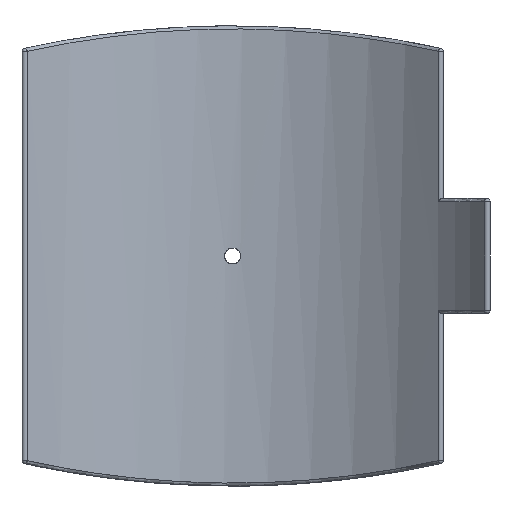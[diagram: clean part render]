
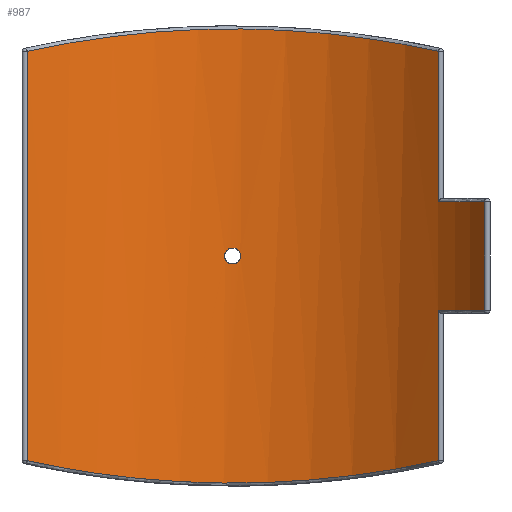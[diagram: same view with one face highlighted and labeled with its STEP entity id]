
A CAD part, front view. The second image highlights one B-rep face of the part: STEP entity #987.
In plain terms, the highlighted cylindrical face has radius 200 mm (diameter 400 mm), a partial arc.
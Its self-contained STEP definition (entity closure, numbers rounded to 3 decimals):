
#68=CIRCLE('',#1078,200.);
#69=CIRCLE('',#1079,200.);
#141=LINE('',#1988,#171);
#143=LINE('',#2007,#173);
#144=LINE('',#2020,#174);
#145=LINE('',#2024,#175);
#171=VECTOR('',#1260,97.892);
#173=VECTOR('',#1266,266.784);
#174=VECTOR('',#1267,97.892);
#175=VECTOR('',#1270,71.);
#197=FACE_BOUND('',#333,.T.);
#253=FACE_OUTER_BOUND('',#332,.T.);
#332=EDGE_LOOP('',(#725,#726,#727,#728,#729,#730,#731,#732));
#333=EDGE_LOOP('',(#733));
#449=B_SPLINE_CURVE_WITH_KNOTS('',3,(#1952,#1953,#1954,#1955,#1956,#1957,
#1958,#1959,#1960,#1961),.UNSPECIFIED.,.F.,.F.,(4,1,1,1,1,1,1,4),(-29.816,
-25.557,-21.297,-17.038,-12.778,
-8.519,-4.259,0.),.UNSPECIFIED.);
#452=B_SPLINE_CURVE_WITH_KNOTS('',3,(#2009,#2010,#2011,#2012,#2013,#2014,
#2015,#2016,#2017,#2018),.UNSPECIFIED.,.F.,.F.,(4,1,1,1,1,1,1,4),(-29.816,
-25.557,-21.297,-17.038,-12.778,
-8.519,-4.259,0.),.UNSPECIFIED.);
#453=B_SPLINE_CURVE_WITH_KNOTS('',3,(#2027,#2028,#2029,#2030,#2031,#2032,
#2033,#2034,#2035,#2036,#2037,#2038,#2039,#2040,#2041,#2042,#2043,#2044,
#2045,#2046,#2047,#2048,#2049,#2050,#2051,#2052,#2053,#2054,#2055,#2056,
#2057,#2058,#2059,#2060),.UNSPECIFIED.,.T.,.F.,(4,2,2,2,2,2,2,2,2,2,2,2,
2,2,2,2,4),(0.,0.196,0.392,0.588,0.784,
0.979,1.175,1.371,1.567,1.763,
1.959,2.155,2.351,2.547,2.742,
2.938,3.134),.UNSPECIFIED.);
#480=VERTEX_POINT('',#1949);
#481=VERTEX_POINT('',#1951);
#484=VERTEX_POINT('',#1987);
#487=VERTEX_POINT('',#2006);
#488=VERTEX_POINT('',#2008);
#489=VERTEX_POINT('',#2019);
#490=VERTEX_POINT('',#2021);
#491=VERTEX_POINT('',#2023);
#492=VERTEX_POINT('',#2026);
#571=EDGE_CURVE('',#480,#481,#449,.T.);
#581=EDGE_CURVE('',#481,#484,#141,.T.);
#585=EDGE_CURVE('',#487,#480,#143,.T.);
#586=EDGE_CURVE('',#488,#487,#452,.T.);
#587=EDGE_CURVE('',#489,#488,#144,.T.);
#588=EDGE_CURVE('',#490,#489,#68,.T.);
#589=EDGE_CURVE('',#491,#490,#145,.T.);
#590=EDGE_CURVE('',#484,#491,#69,.T.);
#591=EDGE_CURVE('',#492,#492,#453,.T.);
#725=ORIENTED_EDGE('',*,*,#571,.F.);
#726=ORIENTED_EDGE('',*,*,#585,.F.);
#727=ORIENTED_EDGE('',*,*,#586,.F.);
#728=ORIENTED_EDGE('',*,*,#587,.F.);
#729=ORIENTED_EDGE('',*,*,#588,.F.);
#730=ORIENTED_EDGE('',*,*,#589,.F.);
#731=ORIENTED_EDGE('',*,*,#590,.F.);
#732=ORIENTED_EDGE('',*,*,#581,.F.);
#733=ORIENTED_EDGE('',*,*,#591,.T.);
#944=CYLINDRICAL_SURFACE('',#1077,200.);
#987=ADVANCED_FACE('',(#253,#197),#944,.F.);
#1077=AXIS2_PLACEMENT_3D('',#2005,#1264,#1265);
#1078=AXIS2_PLACEMENT_3D('',#2022,#1268,#1269);
#1079=AXIS2_PLACEMENT_3D('',#2025,#1271,#1272);
#1260=DIRECTION('',(0.,0.,-1.));
#1264=DIRECTION('center_axis',(0.,0.,1.));
#1265=DIRECTION('ref_axis',(-1.,0.,0.));
#1266=DIRECTION('',(0.,0.,1.));
#1267=DIRECTION('',(0.,0.,-1.));
#1268=DIRECTION('center_axis',(0.,0.,1.));
#1269=DIRECTION('ref_axis',(0.768,0.64,0.));
#1270=DIRECTION('',(0.,0.,-1.));
#1271=DIRECTION('center_axis',(0.,0.,-1.));
#1272=DIRECTION('ref_axis',(0.768,0.64,0.));
#1949=CARTESIAN_POINT('',(-133.911,148.553,133.392));
#1951=CARTESIAN_POINT('',(133.911,148.553,133.392));
#1952=CARTESIAN_POINT('Ctrl Pts',(-133.911,148.553,133.392));
#1953=CARTESIAN_POINT('Ctrl Pts',(-123.604,157.843,135.667));
#1954=CARTESIAN_POINT('Ctrl Pts',(-101.037,174.29,140.095));
#1955=CARTESIAN_POINT('Ctrl Pts',(-62.613,191.499,145.275));
#1956=CARTESIAN_POINT('Ctrl Pts',(-21.218,200.37,148.118));
#1957=CARTESIAN_POINT('Ctrl Pts',(21.216,200.368,148.117));
#1958=CARTESIAN_POINT('Ctrl Pts',(62.61,191.501,145.277));
#1959=CARTESIAN_POINT('Ctrl Pts',(101.037,174.289,140.094));
#1960=CARTESIAN_POINT('Ctrl Pts',(123.604,157.843,135.667));
#1961=CARTESIAN_POINT('Ctrl Pts',(133.911,148.553,133.392));
#1987=CARTESIAN_POINT('',(133.911,148.553,35.5));
#1988=CARTESIAN_POINT('',(133.911,148.553,0.));
#2005=CARTESIAN_POINT('Origin',(0.,0.,0.));
#2006=CARTESIAN_POINT('',(-133.911,148.553,-133.392));
#2007=CARTESIAN_POINT('',(-133.911,148.553,0.));
#2008=CARTESIAN_POINT('',(133.911,148.553,-133.392));
#2009=CARTESIAN_POINT('Ctrl Pts',(133.911,148.553,-133.392));
#2010=CARTESIAN_POINT('Ctrl Pts',(123.604,157.843,-135.667));
#2011=CARTESIAN_POINT('Ctrl Pts',(101.037,174.29,-140.094));
#2012=CARTESIAN_POINT('Ctrl Pts',(62.613,191.5,-145.276));
#2013=CARTESIAN_POINT('Ctrl Pts',(21.218,200.368,-148.117));
#2014=CARTESIAN_POINT('Ctrl Pts',(-21.217,200.369,-148.118));
#2015=CARTESIAN_POINT('Ctrl Pts',(-62.61,191.5,-145.276));
#2016=CARTESIAN_POINT('Ctrl Pts',(-101.038,174.29,-140.095));
#2017=CARTESIAN_POINT('Ctrl Pts',(-123.604,157.843,-135.667));
#2018=CARTESIAN_POINT('Ctrl Pts',(-133.911,148.553,-133.392));
#2019=CARTESIAN_POINT('',(133.911,148.553,-35.5));
#2020=CARTESIAN_POINT('',(133.911,148.553,0.));
#2021=CARTESIAN_POINT('',(164.109,114.317,-35.5));
#2022=CARTESIAN_POINT('Origin',(0.,0.,-35.5));
#2023=CARTESIAN_POINT('',(164.109,114.317,35.5));
#2024=CARTESIAN_POINT('',(164.109,114.317,0.));
#2025=CARTESIAN_POINT('Origin',(0.,0.,35.5));
#2026=CARTESIAN_POINT('',(5.2,199.932,0.));
#2027=CARTESIAN_POINT('Ctrl Pts',(5.2,199.932,0.));
#2028=CARTESIAN_POINT('Ctrl Pts',(5.2,199.932,-0.653));
#2029=CARTESIAN_POINT('Ctrl Pts',(5.07,199.936,-1.349));
#2030=CARTESIAN_POINT('Ctrl Pts',(4.539,199.949,-2.631));
#2031=CARTESIAN_POINT('Ctrl Pts',(4.139,199.958,-3.215));
#2032=CARTESIAN_POINT('Ctrl Pts',(3.215,199.975,-4.139));
#2033=CARTESIAN_POINT('Ctrl Pts',(2.631,199.984,-4.539));
#2034=CARTESIAN_POINT('Ctrl Pts',(1.349,199.996,-5.07));
#2035=CARTESIAN_POINT('Ctrl Pts',(0.653,200.,-5.2));
#2036=CARTESIAN_POINT('Ctrl Pts',(-0.653,200.,-5.2));
#2037=CARTESIAN_POINT('Ctrl Pts',(-1.349,199.996,-5.07));
#2038=CARTESIAN_POINT('Ctrl Pts',(-2.631,199.984,-4.539));
#2039=CARTESIAN_POINT('Ctrl Pts',(-3.215,199.975,-4.139));
#2040=CARTESIAN_POINT('Ctrl Pts',(-4.139,199.958,-3.215));
#2041=CARTESIAN_POINT('Ctrl Pts',(-4.539,199.949,-2.631));
#2042=CARTESIAN_POINT('Ctrl Pts',(-5.07,199.936,-1.349));
#2043=CARTESIAN_POINT('Ctrl Pts',(-5.2,199.932,-0.653));
#2044=CARTESIAN_POINT('Ctrl Pts',(-5.2,199.932,0.653));
#2045=CARTESIAN_POINT('Ctrl Pts',(-5.07,199.936,1.349));
#2046=CARTESIAN_POINT('Ctrl Pts',(-4.539,199.949,2.631));
#2047=CARTESIAN_POINT('Ctrl Pts',(-4.139,199.958,3.215));
#2048=CARTESIAN_POINT('Ctrl Pts',(-3.215,199.975,4.139));
#2049=CARTESIAN_POINT('Ctrl Pts',(-2.631,199.984,4.539));
#2050=CARTESIAN_POINT('Ctrl Pts',(-1.349,199.996,5.07));
#2051=CARTESIAN_POINT('Ctrl Pts',(-0.653,200.,5.2));
#2052=CARTESIAN_POINT('Ctrl Pts',(0.653,200.,5.2));
#2053=CARTESIAN_POINT('Ctrl Pts',(1.349,199.996,5.07));
#2054=CARTESIAN_POINT('Ctrl Pts',(2.631,199.984,4.539));
#2055=CARTESIAN_POINT('Ctrl Pts',(3.215,199.975,4.139));
#2056=CARTESIAN_POINT('Ctrl Pts',(4.139,199.958,3.215));
#2057=CARTESIAN_POINT('Ctrl Pts',(4.539,199.949,2.631));
#2058=CARTESIAN_POINT('Ctrl Pts',(5.07,199.936,1.349));
#2059=CARTESIAN_POINT('Ctrl Pts',(5.2,199.932,0.653));
#2060=CARTESIAN_POINT('Ctrl Pts',(5.2,199.932,0.));
